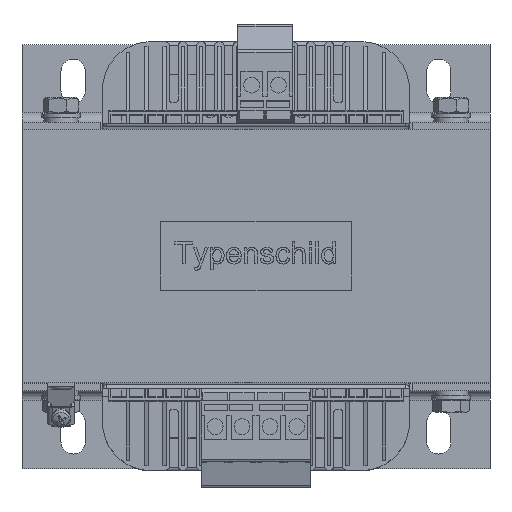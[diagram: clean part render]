
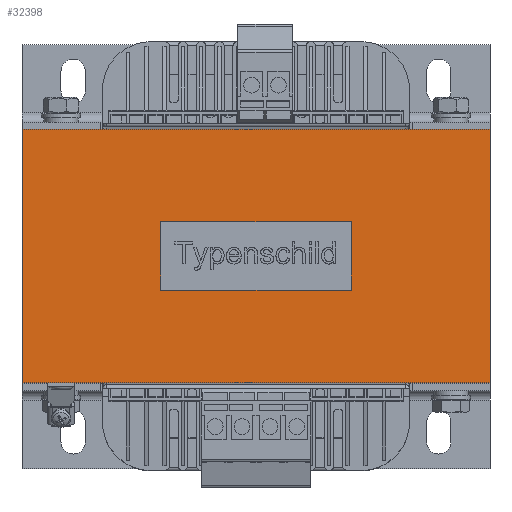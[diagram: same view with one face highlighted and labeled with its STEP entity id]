
A CAD part, top view. The second image highlights one B-rep face of the part: STEP entity #32398.
In plain terms, the highlighted planar face has unit normal (0, 0, 1).
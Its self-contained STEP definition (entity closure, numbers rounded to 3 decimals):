
#404=FACE_BOUND('',#5555,.T.);
#3819=FACE_OUTER_BOUND('',#5554,.T.);
#5554=EDGE_LOOP('',(#25063,#25064,#25065,#25066));
#5555=EDGE_LOOP('',(#25067,#25068,#25069,#25070));
#7109=LINE('',#46907,#10593);
#7112=LINE('',#46912,#10596);
#7114=LINE('',#46916,#10598);
#7115=LINE('',#46918,#10599);
#8012=LINE('',#49358,#11496);
#8108=LINE('',#49609,#11592);
#8220=LINE('',#50113,#11704);
#8221=LINE('',#50114,#11705);
#10593=VECTOR('',#36840,10.);
#10596=VECTOR('',#36845,10.);
#10598=VECTOR('',#36849,10.);
#10599=VECTOR('',#36852,10.);
#11496=VECTOR('',#38601,10.);
#11592=VECTOR('',#38811,10.);
#11704=VECTOR('',#39299,10.);
#11705=VECTOR('',#39300,10.);
#14054=VERTEX_POINT('',#46904);
#14055=VERTEX_POINT('',#46906);
#14056=VERTEX_POINT('',#46910);
#14057=VERTEX_POINT('',#46914);
#14866=VERTEX_POINT('',#49355);
#14867=VERTEX_POINT('',#49357);
#14964=VERTEX_POINT('',#49606);
#14965=VERTEX_POINT('',#49608);
#17262=EDGE_CURVE('',#14055,#14054,#7109,.T.);
#17265=EDGE_CURVE('',#14054,#14056,#7112,.T.);
#17267=EDGE_CURVE('',#14056,#14057,#7114,.T.);
#17268=EDGE_CURVE('',#14057,#14055,#7115,.T.);
#18351=EDGE_CURVE('',#14867,#14866,#8012,.T.);
#18477=EDGE_CURVE('',#14965,#14964,#8108,.T.);
#18705=EDGE_CURVE('',#14964,#14867,#8220,.T.);
#18706=EDGE_CURVE('',#14866,#14965,#8221,.T.);
#25063=ORIENTED_EDGE('',*,*,#18705,.T.);
#25064=ORIENTED_EDGE('',*,*,#18351,.T.);
#25065=ORIENTED_EDGE('',*,*,#18706,.T.);
#25066=ORIENTED_EDGE('',*,*,#18477,.T.);
#25067=ORIENTED_EDGE('',*,*,#17262,.T.);
#25068=ORIENTED_EDGE('',*,*,#17265,.T.);
#25069=ORIENTED_EDGE('',*,*,#17267,.T.);
#25070=ORIENTED_EDGE('',*,*,#17268,.T.);
#31100=PLANE('',#34309);
#32398=ADVANCED_FACE('',(#3819,#404),#31100,.T.);
#34309=AXIS2_PLACEMENT_3D('',#50112,#39297,#39298);
#36840=DIRECTION('',(0.,1.,0.));
#36845=DIRECTION('',(1.,0.,0.));
#36849=DIRECTION('',(0.,-1.,0.));
#36852=DIRECTION('',(-1.,0.,0.));
#38601=DIRECTION('',(0.,1.,0.));
#38811=DIRECTION('',(0.,-1.,0.));
#39297=DIRECTION('center_axis',(0.,0.,1.));
#39298=DIRECTION('ref_axis',(-1.,0.,0.));
#39299=DIRECTION('',(1.,0.,0.));
#39300=DIRECTION('',(-1.,0.,0.));
#46904=CARTESIAN_POINT('',(-39.,14.,80.));
#46906=CARTESIAN_POINT('',(-39.,-14.,80.));
#46907=CARTESIAN_POINT('',(-39.,-7.,80.));
#46910=CARTESIAN_POINT('',(39.,14.,80.));
#46912=CARTESIAN_POINT('',(-67.5,14.,80.));
#46914=CARTESIAN_POINT('',(39.,-14.,80.));
#46916=CARTESIAN_POINT('',(39.,7.,80.));
#46918=CARTESIAN_POINT('',(-28.5,-14.,80.));
#49355=CARTESIAN_POINT('',(96.,52.,80.));
#49357=CARTESIAN_POINT('',(96.,-52.,80.));
#49358=CARTESIAN_POINT('',(96.,0.,80.));
#49606=CARTESIAN_POINT('',(-96.,-52.,80.));
#49608=CARTESIAN_POINT('',(-96.,52.,80.));
#49609=CARTESIAN_POINT('',(-96.,0.,80.));
#50112=CARTESIAN_POINT('Origin',(-96.,0.,80.));
#50113=CARTESIAN_POINT('',(-96.,-52.,80.));
#50114=CARTESIAN_POINT('',(-96.,52.,80.));
